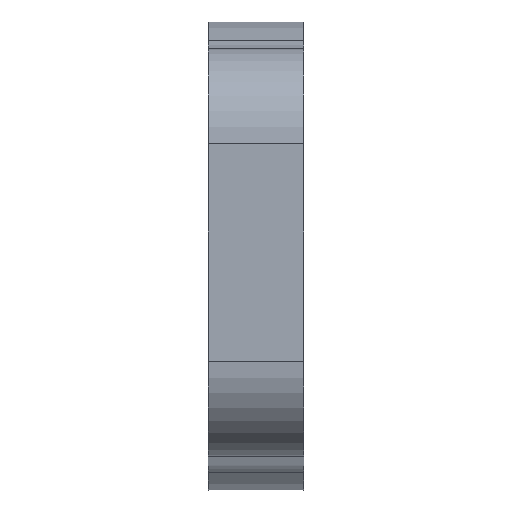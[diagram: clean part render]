
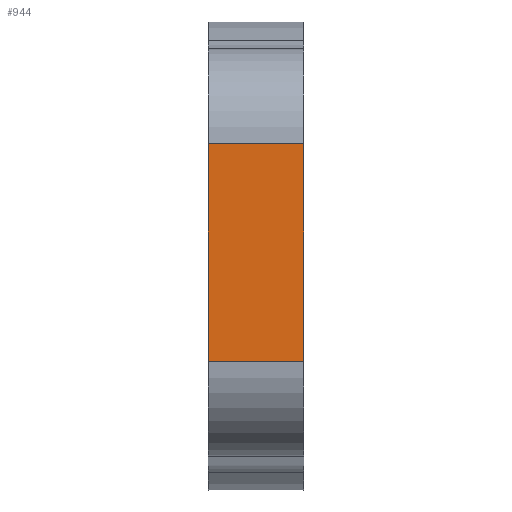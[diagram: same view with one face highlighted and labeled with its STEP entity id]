
A CAD part, left-side view. The second image highlights one B-rep face of the part: STEP entity #944.
In plain terms, the highlighted planar face has unit normal (-1, 0, 0).
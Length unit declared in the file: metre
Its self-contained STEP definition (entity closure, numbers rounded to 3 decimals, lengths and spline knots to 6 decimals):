
#154=ORIENTED_EDGE('',*,*,#338,.F.);
#155=ORIENTED_EDGE('',*,*,#399,.T.);
#156=ORIENTED_EDGE('',*,*,#371,.T.);
#157=ORIENTED_EDGE('',*,*,#400,.F.);
#338=EDGE_CURVE('',#470,#471,#561,.T.);
#371=EDGE_CURVE('',#503,#504,#578,.T.);
#399=EDGE_CURVE('',#470,#503,#595,.T.);
#400=EDGE_CURVE('',#471,#504,#596,.T.);
#470=VERTEX_POINT('',#1386);
#471=VERTEX_POINT('',#1388);
#503=VERTEX_POINT('',#1456);
#504=VERTEX_POINT('',#1457);
#561=LINE('',#1387,#661);
#578=LINE('',#1455,#678);
#595=LINE('',#1508,#695);
#596=LINE('',#1509,#696);
#661=VECTOR('',#1103,1.);
#678=VECTOR('',#1158,1.);
#695=VECTOR('',#1213,1.);
#696=VECTOR('',#1214,1.);
#771=EDGE_LOOP('',(#154,#155,#156,#157));
#845=FACE_BOUND('',#771,.T.);
#902=PLANE('',#1038);
#944=ADVANCED_FACE('',(#845),#902,.F.);
#1038=AXIS2_PLACEMENT_3D('',#1507,#1211,#1212);
#1103=DIRECTION('',(0.,0.,-1.));
#1158=DIRECTION('',(0.,0.,-1.));
#1211=DIRECTION('',(1.,0.,0.));
#1212=DIRECTION('',(0.,1.,0.));
#1213=DIRECTION('',(0.,1.,0.));
#1214=DIRECTION('',(0.,1.,0.));
#1386=CARTESIAN_POINT('',(-0.032,-0.007,0.008));
#1387=CARTESIAN_POINT('',(-0.032,-0.007,-0.008));
#1388=CARTESIAN_POINT('',(-0.032,-0.007,-0.008));
#1455=CARTESIAN_POINT('',(-0.032,0.,-0.008));
#1456=CARTESIAN_POINT('',(-0.032,0.,0.008));
#1457=CARTESIAN_POINT('',(-0.032,0.,-0.008));
#1507=CARTESIAN_POINT('',(-0.032,-0.007,-0.008));
#1508=CARTESIAN_POINT('',(-0.032,-0.007,0.008));
#1509=CARTESIAN_POINT('',(-0.032,-0.007,-0.008));
